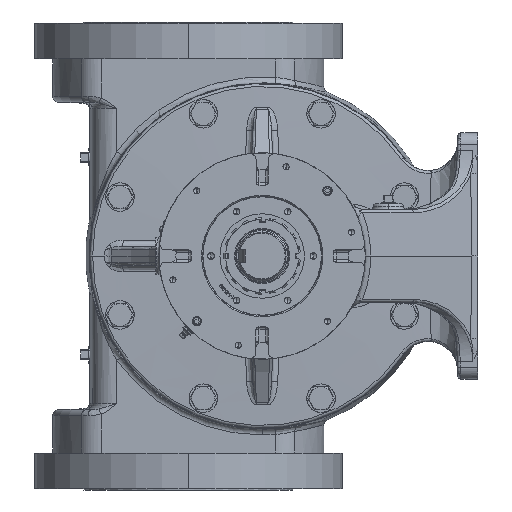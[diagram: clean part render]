
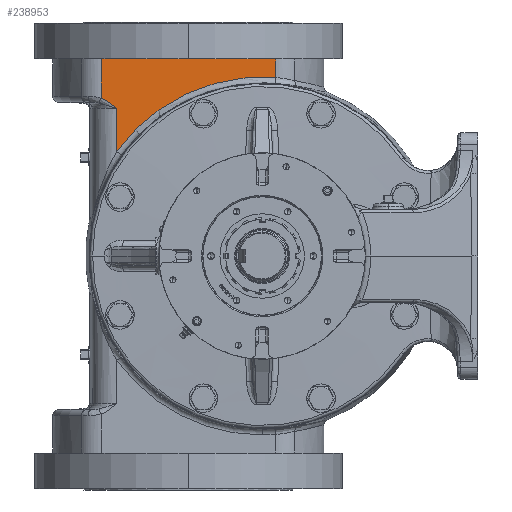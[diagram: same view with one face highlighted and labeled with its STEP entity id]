
A CAD part, left-side view. The second image highlights one B-rep face of the part: STEP entity #238953.
In plain terms, the highlighted planar face has unit normal (-1, 0, 0).
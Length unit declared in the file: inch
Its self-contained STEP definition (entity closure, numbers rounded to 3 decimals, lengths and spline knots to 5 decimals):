
#4368 = DIRECTION ( 'NONE',  ( 1., 0., 0. ) ) ;
#13687 = LINE ( 'NONE', #37904, #147211 ) ;
#17702 = CARTESIAN_POINT ( 'NONE',  ( 0.865, 5.90249, 8. ) ) ;
#19848 = VERTEX_POINT ( 'NONE', #170994 ) ;
#25451 = DIRECTION ( 'NONE',  ( 0., 0., -1. ) ) ;
#25491 = CARTESIAN_POINT ( 'NONE',  ( 0.865, -0.54251, 8. ) ) ;
#30014 = VERTEX_POINT ( 'NONE', #60745 ) ;
#37904 = CARTESIAN_POINT ( 'NONE',  ( 0.865, 5.90249, 8. ) ) ;
#45905 = FACE_OUTER_BOUND ( 'NONE', #171496, .T. ) ;
#48286 = VERTEX_POINT ( 'NONE', #109049 ) ;
#54002 = CARTESIAN_POINT ( 'NONE',  ( 0.865, 5.90864, 5.99589 ) ) ;
#55210 = CARTESIAN_POINT ( 'NONE',  ( 0.865, 5.91487, 6.00105 ) ) ;
#59999 = CARTESIAN_POINT ( 'NONE',  ( 0.865, 6.54251, 8. ) ) ;
#60745 = CARTESIAN_POINT ( 'NONE',  ( 0.865, -0.54251, 7.2455 ) ) ;
#61267 = LINE ( 'NONE', #119976, #112881 ) ;
#62843 = VERTEX_POINT ( 'NONE', #237990 ) ;
#64985 = EDGE_CURVE ( 'NONE', #219749, #106787, #232730, .T. ) ;
#65043 = EDGE_CURVE ( 'NONE', #106787, #130714, #176390, .T. ) ;
#68830 = DIRECTION ( 'NONE',  ( 0., 0., -1. ) ) ;
#71203 = VECTOR ( 'NONE', #230609, 39.37008 ) ;
#76828 = CARTESIAN_POINT ( 'NONE',  ( 0.865, 5.92727, 6.0113 ) ) ;
#80834 = DIRECTION ( 'NONE',  ( 0., 0., -1. ) ) ;
#81146 = EDGE_CURVE ( 'NONE', #19848, #62843, #119670, .T. ) ;
#92097 = CARTESIAN_POINT ( 'NONE',  ( 0.865, 5.90249, 5.9908 ) ) ;
#93434 = CARTESIAN_POINT ( 'NONE',  ( 0.865, 6.54251, 6.41306 ) ) ;
#97151 = EDGE_CURVE ( 'NONE', #130714, #48286, #159344, .T. ) ;
#97213 = CARTESIAN_POINT ( 'NONE',  ( 0.865, 6.00189, 6.07252 ) ) ;
#106787 = VERTEX_POINT ( 'NONE', #113125 ) ;
#109049 = CARTESIAN_POINT ( 'NONE',  ( 0.865, 5.90249, 4.23701 ) ) ;
#112881 = VECTOR ( 'NONE', #68830, 39.37008 ) ;
#112977 = CARTESIAN_POINT ( 'NONE',  ( 0.865, 6.54251, 8.74 ) ) ;
#113125 = CARTESIAN_POINT ( 'NONE',  ( 0.865, 6.54251, 6.41306 ) ) ;
#119670 = LINE ( 'NONE', #157957, #223437 ) ;
#119976 = CARTESIAN_POINT ( 'NONE',  ( 0.865, -0.54251, 8.74 ) ) ;
#120525 = ORIENTED_EDGE ( 'NONE', *, *, #64985, .T. ) ;
#122923 = ORIENTED_EDGE ( 'NONE', *, *, #184325, .F. ) ;
#125007 = EDGE_CURVE ( 'NONE', #140459, #30014, #61267, .T. ) ;
#127498 = DIRECTION ( 'NONE',  ( 0., 0., -1. ) ) ;
#128133 = EDGE_CURVE ( 'NONE', #219749, #19848, #134941, .T. ) ;
#130543 = CARTESIAN_POINT ( 'NONE',  ( 0.865, 6.42418, 6.36149 ) ) ;
#130714 = VERTEX_POINT ( 'NONE', #92097 ) ;
#133071 = CARTESIAN_POINT ( 'NONE',  ( 0.865, 5.90249, 5.9908 ) ) ;
#134034 = VECTOR ( 'NONE', #171682, 39.37008 ) ;
#134941 = LINE ( 'NONE', #17702, #71203 ) ;
#135545 = CARTESIAN_POINT ( 'NONE',  ( 0.865, 6.25878, 6.26453 ) ) ;
#139711 = AXIS2_PLACEMENT_3D ( 'NONE', #203953, #247195, #127498 ) ;
#140459 = VERTEX_POINT ( 'NONE', #25491 ) ;
#147211 = VECTOR ( 'NONE', #169352, 39.37008 ) ;
#152418 = ORIENTED_EDGE ( 'NONE', *, *, #125007, .F. ) ;
#153503 = CARTESIAN_POINT ( 'NONE',  ( 0.865, 6.31259, 6.29899 ) ) ;
#157957 = CARTESIAN_POINT ( 'NONE',  ( 0.865, 5.90249, 8. ) ) ;
#159344 = LINE ( 'NONE', #215436, #159742 ) ;
#159742 = VECTOR ( 'NONE', #25451, 39.37008 ) ;
#163678 = CIRCLE ( 'NONE', #171906, 7.26578 ) ;
#169352 = DIRECTION ( 'NONE',  ( 0., -1., 0. ) ) ;
#170133 = CARTESIAN_POINT ( 'NONE',  ( 0.865, 6.02693, 6.09274 ) ) ;
#170994 = CARTESIAN_POINT ( 'NONE',  ( 0.865, 6.42893, 8. ) ) ;
#171377 = CARTESIAN_POINT ( 'NONE',  ( 0.865, 5.96451, 6.04199 ) ) ;
#171496 = EDGE_LOOP ( 'NONE', ( #228619, #120525, #235770, #232939, #221526, #152418, #122923, #235262 ) ) ;
#171682 = DIRECTION ( 'NONE',  ( 0., 0., -1. ) ) ;
#171906 = AXIS2_PLACEMENT_3D ( 'NONE', #179126, #4368, #80834 ) ;
#176390 = B_SPLINE_CURVE_WITH_KNOTS ( 'NONE', 3,
 ( #93434, #208279, #130543, #153503, #135545, #227438, #191700, #170133, #97213, #171377, #247754, #76828, #55210, #54002, #133071 ),
 .UNSPECIFIED., .F., .F.,
 ( 4, 2, 2, 2, 2, 1, 2, 4 ),
 ( 0., 0.00487, 0.00974, 0.01461, 0.01704, 0.01826, 0.01887, 0.01947 ),
 .UNSPECIFIED. ) ;
#179126 = CARTESIAN_POINT ( 'NONE',  ( 0.865, 0., 0. ) ) ;
#184325 = EDGE_CURVE ( 'NONE', #62843, #140459, #13687, .T. ) ;
#191700 = CARTESIAN_POINT ( 'NONE',  ( 0.865, 6.10262, 6.15258 ) ) ;
#202697 = PLANE ( 'NONE',  #139711 ) ;
#203953 = CARTESIAN_POINT ( 'NONE',  ( 0.865, 5.90249, 8.4321 ) ) ;
#208279 = CARTESIAN_POINT ( 'NONE',  ( 0.865, 6.48194, 6.38955 ) ) ;
#215436 = CARTESIAN_POINT ( 'NONE',  ( 0.865, 5.90249, 8.4321 ) ) ;
#216551 = DIRECTION ( 'NONE',  ( 0., -1., 0. ) ) ;
#219749 = VERTEX_POINT ( 'NONE', #59999 ) ;
#221526 = ORIENTED_EDGE ( 'NONE', *, *, #221693, .T. ) ;
#221693 = EDGE_CURVE ( 'NONE', #48286, #30014, #163678, .T. ) ;
#223437 = VECTOR ( 'NONE', #216551, 39.37008 ) ;
#227438 = CARTESIAN_POINT ( 'NONE',  ( 0.865, 6.15379, 6.19133 ) ) ;
#228619 = ORIENTED_EDGE ( 'NONE', *, *, #128133, .F. ) ;
#230609 = DIRECTION ( 'NONE',  ( 0., -1., 0. ) ) ;
#232730 = LINE ( 'NONE', #112977, #134034 ) ;
#232939 = ORIENTED_EDGE ( 'NONE', *, *, #97151, .T. ) ;
#235262 = ORIENTED_EDGE ( 'NONE', *, *, #81146, .F. ) ;
#235770 = ORIENTED_EDGE ( 'NONE', *, *, #65043, .T. ) ;
#237990 = CARTESIAN_POINT ( 'NONE',  ( 0.865, -0.42893, 8. ) ) ;
#238953 = ADVANCED_FACE ( 'Defeatured_0_1916', ( #45905 ), #202697, .F. ) ;
#247195 = DIRECTION ( 'NONE',  ( 1., 0., 0. ) ) ;
#247754 = CARTESIAN_POINT ( 'NONE',  ( 0.865, 5.94587, 6.02667 ) ) ;
